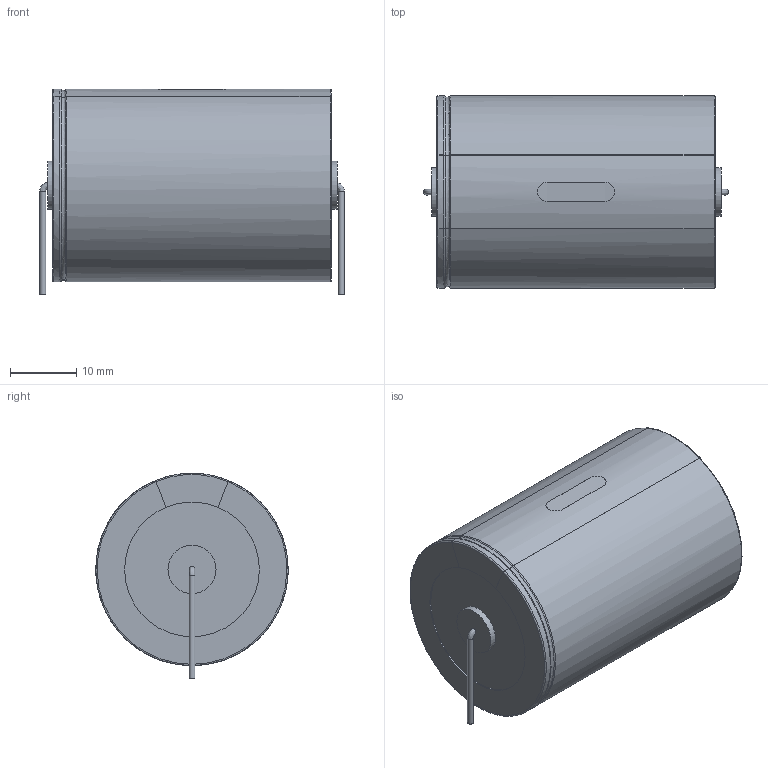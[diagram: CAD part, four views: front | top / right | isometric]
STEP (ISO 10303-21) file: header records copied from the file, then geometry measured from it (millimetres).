
FILE_DESCRIPTION(/* description */ ('model of CP_Axial_L42.0mm_D29.0mm_P45.00mm_Horizontal'),/* implementation_level */ '2;1');
FILE_NAME(/* name */ 'CP_Axial_L42.0mm_D29.0mm_P45.00mm_Horizontal.step',/* time_stamp */ '2018-04-20T19:59:08',/* author */ ('kicad StepUp','ksu'),/* organization */ ('OCC'),/* preprocessor_version */ '',/* originating_system */ 'kicad StepUp',/* authorisation */ '');
FILE_SCHEMA(('AUTOMOTIVE_DESIGN_CC2 { 1 2 10303 214 -1 1 5 4 }'));
Length unit declared in the file: millimetre
Products named in the file (1): CP_Axial_L420mm_D290mm_P4500mm_Horizontal
Bounding box: 45.9 x 28.99 x 31.02 mm (x, y, z)
Volume: 27707.1 mm3; surface area: 5953.6 mm2
Topology: 1 solids, 2 shells, 53 faces, 132 edges, 87 vertices
Faces by surface type: plane 21, cylinder 20, revolution 6, bspline 4, torus 2
Full cylindrical faces by diameter (mm): 0.9 x3, 7.25 x2
Entity records: 1894 total; most frequent: CARTESIAN_POINT 894, ORIENTED_EDGE 210, EDGE_CURVE 132, VERTEX_POINT 87, AXIS2_PLACEMENT_3D 76, FACE_BOUND 59, EDGE_LOOP 59, ADVANCED_FACE 53
